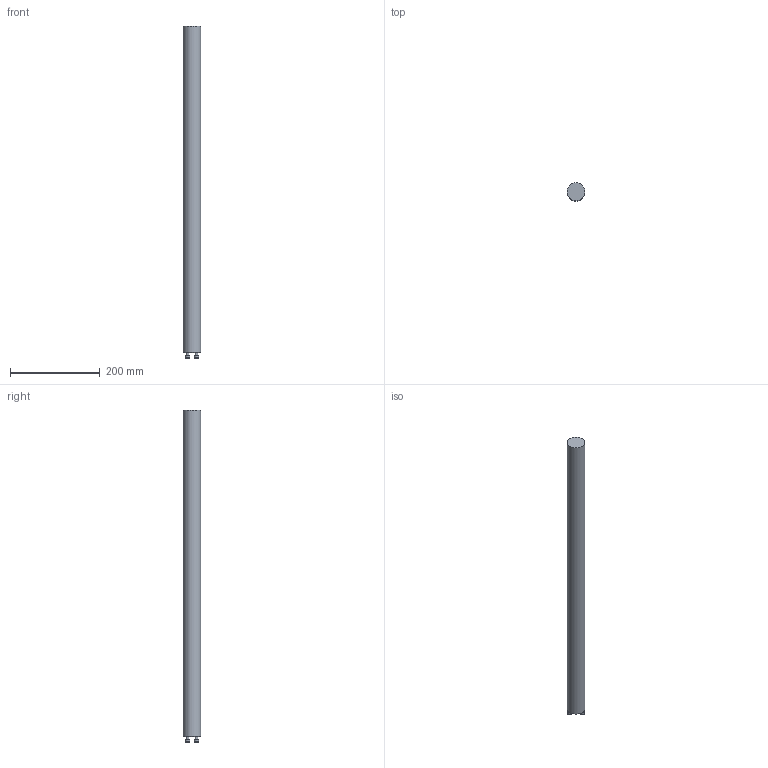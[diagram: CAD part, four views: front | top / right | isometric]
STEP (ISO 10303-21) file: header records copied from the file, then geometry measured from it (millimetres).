
FILE_DESCRIPTION(/* description */ (''),/* implementation_level */ '2;1');
FILE_NAME(/* name */ '1529144878961.stp',/* time_stamp */ '2018-06-16T12:28:05+02:00',/* author */ (''),/* organization */ ('SMS'),/* preprocessor_version */ 'ST-DEVELOPER v15',/* originating_system */ 'SIEMENS PLM Software NX 8.5',/* authorisation */ '');
FILE_SCHEMA (('AUTOMOTIVE_DESIGN { 1 0 10303 214 3 1 1 1 }'));
Length unit declared in the file: millimetre
Products named in the file (1): 570-3C_40_688_CR
Bounding box: 40 x 40 x 740 mm (x, y, z)
Volume: 916390 mm3; surface area: 95383.8 mm2
Topology: 1 solids, 1 shells, 40 faces, 86 edges, 60 vertices
Faces by surface type: plane 29, cylinder 7, cone 4
Full cylindrical faces by diameter (mm): 6 x3, 10 x3, 40 x1
Entity records: 1067 total; most frequent: DIRECTION 178, CARTESIAN_POINT 173, ORIENTED_EDGE 144, EDGE_CURVE 72, AXIS2_PLACEMENT_3D 62, EDGE_LOOP 60, LINE 54, VECTOR 54
